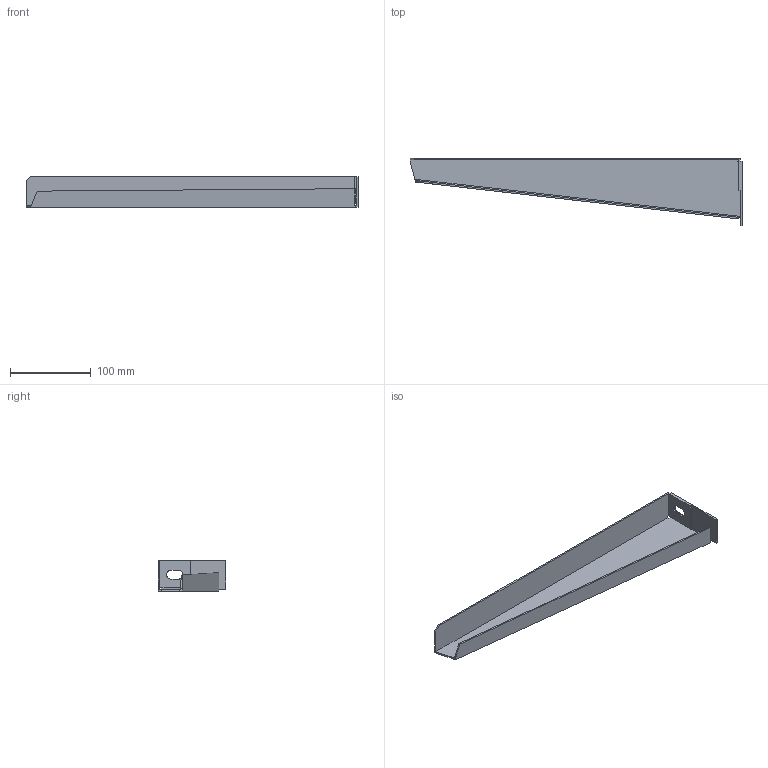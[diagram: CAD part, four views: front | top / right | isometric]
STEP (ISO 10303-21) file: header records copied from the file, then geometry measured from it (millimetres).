
FILE_DESCRIPTION((''),'2;1');
FILE_NAME('6424759','2012-08-17T',('AndreasKeweloh'),(''),'PRO/ENGINEER BY PARAMETRIC TECHNOLOGY CORPORATION, 2012130','PRO/ENGINEER BY PARAMETRIC TECHNOLOGY CORPORATION, 2012130','');
FILE_SCHEMA(('CONFIG_CONTROL_DESIGN'));
Length unit declared in the file: millimetre
Products named in the file (1): 6424759
Bounding box: 410 x 83 x 38.19 mm (x, y, z)
Volume: 90231.2 mm3; surface area: 94987 mm2
Topology: 1 solids, 1 shells, 43 faces, 126 edges, 84 vertices
Faces by surface type: plane 30, cylinder 9, bspline 4
Entity records: 1836 total; most frequent: CARTESIAN_POINT 659, ORIENTED_EDGE 252, DIRECTION 210, EDGE_CURVE 126, VECTOR 100, LINE 100, VERTEX_POINT 84, AXIS2_PLACEMENT_3D 55
